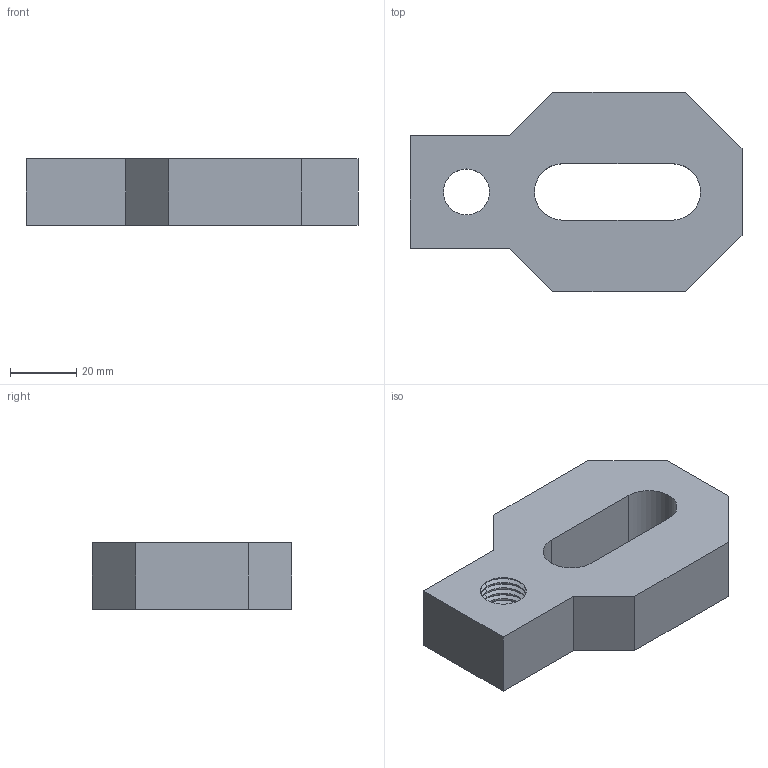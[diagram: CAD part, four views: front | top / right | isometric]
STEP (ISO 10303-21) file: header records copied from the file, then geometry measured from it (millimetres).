
FILE_DESCRIPTION(('STEP AP214'),'1');
FILE_NAME(' ',' ',('TraceParts'),('TraceParts S.A.'),'XStep 1.0',' ',' ');
FILE_SCHEMA(('automotive_design'));
Length unit declared in the file: millimetre
Products named in the file (1): 1
Bounding box: 100 x 60 x 20 mm (x, y, z)
Volume: 76031.1 mm3; surface area: 17274.4 mm2
Topology: 1 solids, 1 shells, 118 faces, 288 edges, 172 vertices
Faces by surface type: torus 40, cone 40, cylinder 24, plane 14
Entity records: 6776 total; most frequent: DIRECTION 714, STYLED_ITEM 579, PRESENTATION_STYLE_ASSIGNMENT 579, CARTESIAN_POINT 579, COLOUR_RGB 579, ORIENTED_EDGE 576, AXIS2_PLACEMENT_3D 307, EDGE_CURVE 288
